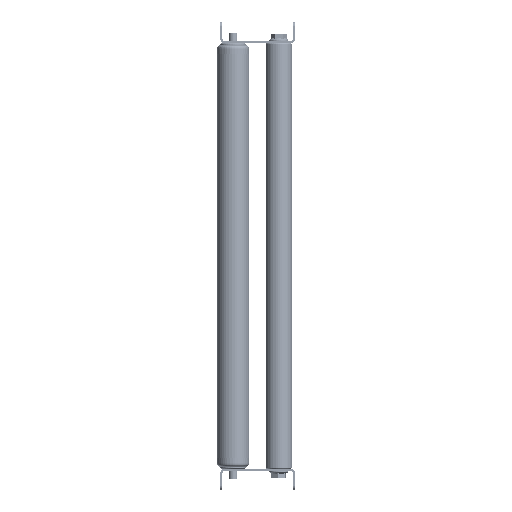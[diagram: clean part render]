
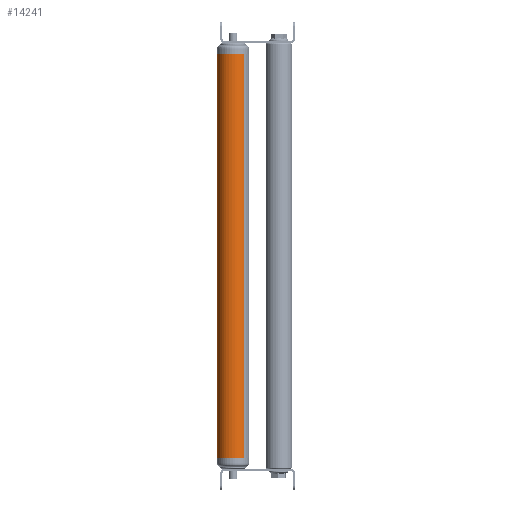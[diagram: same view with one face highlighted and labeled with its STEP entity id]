
A CAD part, left-side view. The second image highlights one B-rep face of the part: STEP entity #14241.
In plain terms, the highlighted cylindrical face has radius 15 mm (diameter 30 mm), a partial arc.
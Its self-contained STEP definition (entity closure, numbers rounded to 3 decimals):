
#1428 = CARTESIAN_POINT ( 'NONE',  ( 0., 0., 15. ) ) ;
#1490 = ORIENTED_EDGE ( 'NONE', *, *, #9719, .F. ) ;
#1503 = EDGE_CURVE ( 'NONE', #15380, #3368, #7257, .T. ) ;
#2337 = CARTESIAN_POINT ( 'NONE',  ( 0., 0., -15. ) ) ;
#2641 = DIRECTION ( 'NONE',  ( 1., 0., 0. ) ) ;
#3368 = VERTEX_POINT ( 'NONE', #1428 ) ;
#3723 = VERTEX_POINT ( 'NONE', #2337 ) ;
#4189 = CARTESIAN_POINT ( 'NONE',  ( 380., 0., 0. ) ) ;
#4412 = DIRECTION ( 'NONE',  ( 0., 0., 1. ) ) ;
#4934 = DIRECTION ( 'NONE',  ( 1., 0., 0. ) ) ;
#5564 = DIRECTION ( 'NONE',  ( -1., 0., 0. ) ) ;
#5686 = DIRECTION ( 'NONE',  ( -1., 0., 0. ) ) ;
#5748 = VERTEX_POINT ( 'NONE', #16859 ) ;
#5995 = FACE_OUTER_BOUND ( 'NONE', #20297, .T. ) ;
#6420 = ORIENTED_EDGE ( 'NONE', *, *, #18904, .F. ) ;
#7113 = ORIENTED_EDGE ( 'NONE', *, *, #15221, .T. ) ;
#7257 = LINE ( 'NONE', #20035, #16746 ) ;
#7538 = ORIENTED_EDGE ( 'NONE', *, *, #1503, .T. ) ;
#9380 = DIRECTION ( 'NONE',  ( 0., 0., -1. ) ) ;
#9719 = EDGE_CURVE ( 'NONE', #15380, #5748, #10785, .T. ) ;
#10207 = CARTESIAN_POINT ( 'NONE',  ( 380., 0., -15. ) ) ;
#10381 = CIRCLE ( 'NONE', #12723, 15. ) ;
#10785 = CIRCLE ( 'NONE', #15823, 15. ) ;
#11637 = CARTESIAN_POINT ( 'NONE',  ( 380., 0., 0. ) ) ;
#12391 = CYLINDRICAL_SURFACE ( 'NONE', #14659, 15. ) ;
#12723 = AXIS2_PLACEMENT_3D ( 'NONE', #14084, #2641, #9380 ) ;
#14084 = CARTESIAN_POINT ( 'NONE',  ( 0., 0., 0. ) ) ;
#14241 = ADVANCED_FACE ( 'NONE', ( #5995 ), #12391, .T. ) ;
#14659 = AXIS2_PLACEMENT_3D ( 'NONE', #4189, #5564, #4412 ) ;
#14801 = CARTESIAN_POINT ( 'NONE',  ( 380., 0., 15. ) ) ;
#15221 = EDGE_CURVE ( 'NONE', #3368, #3723, #10381, .T. ) ;
#15239 = DIRECTION ( 'NONE',  ( -1., 0., 0. ) ) ;
#15380 = VERTEX_POINT ( 'NONE', #14801 ) ;
#15823 = AXIS2_PLACEMENT_3D ( 'NONE', #11637, #4934, #17920 ) ;
#16746 = VECTOR ( 'NONE', #5686, 1000. ) ;
#16827 = LINE ( 'NONE', #10207, #20269 ) ;
#16859 = CARTESIAN_POINT ( 'NONE',  ( 380., 0., -15. ) ) ;
#17920 = DIRECTION ( 'NONE',  ( 0., 0., -1. ) ) ;
#18904 = EDGE_CURVE ( 'NONE', #5748, #3723, #16827, .T. ) ;
#20035 = CARTESIAN_POINT ( 'NONE',  ( 380., 0., 15. ) ) ;
#20269 = VECTOR ( 'NONE', #15239, 1000. ) ;
#20297 = EDGE_LOOP ( 'NONE', ( #6420, #1490, #7538, #7113 ) ) ;
